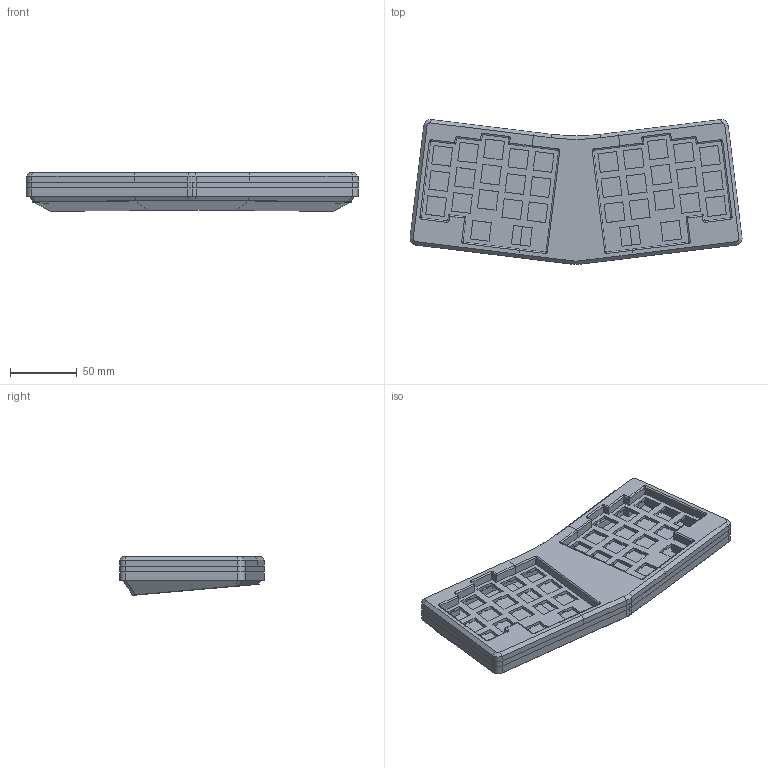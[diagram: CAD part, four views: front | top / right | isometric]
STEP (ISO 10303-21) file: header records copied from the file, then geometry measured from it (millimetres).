
FILE_DESCRIPTION(/* description */ (''),/* implementation_level */ '2;1');
FILE_NAME(/* name */ 'Dokuu x Small Printer Le Chiffre .step',/* time_stamp */ '2022-02-02T13:23:59-05:00',/* author */ (''),/* organization */ (''),/* preprocessor_version */ 'ST-DEVELOPER v18.1',/* originating_system */ 'Autodesk Translation Framework v10.13.0.1454',/* authorisation */ '');
FILE_SCHEMA (('AUTOMOTIVE_DESIGN { 1 0 10303 214 3 1 1 }'));
Length unit declared in the file: millimetre
Products named in the file (5): Doku Number; Top; Plate; Mid; Bottom
Assembly tree (4 placements, depth 2):
  Doku Number
    Top
    Plate
    Mid
    Bottom
Bounding box: 249.55 x 108.89 x 29.03 mm (x, y, z)
Volume: 284642.4 mm3; surface area: 134891.9 mm2
Topology: 10 solids, 10 shells, 870 faces, 2420 edges, 1568 vertices
Faces by surface type: plane 628, cylinder 165, bspline 39, torus 22, cone 16
Full cylindrical faces by diameter (mm): 2 x26, 4 x5
Entity records: 28576 total; most frequent: CARTESIAN_POINT 5798, ORIENTED_EDGE 4820, DIRECTION 4454, EDGE_CURVE 2410, LINE 1970, VECTOR 1970, VERTEX_POINT 1568, AXIS2_PLACEMENT_3D 1242
